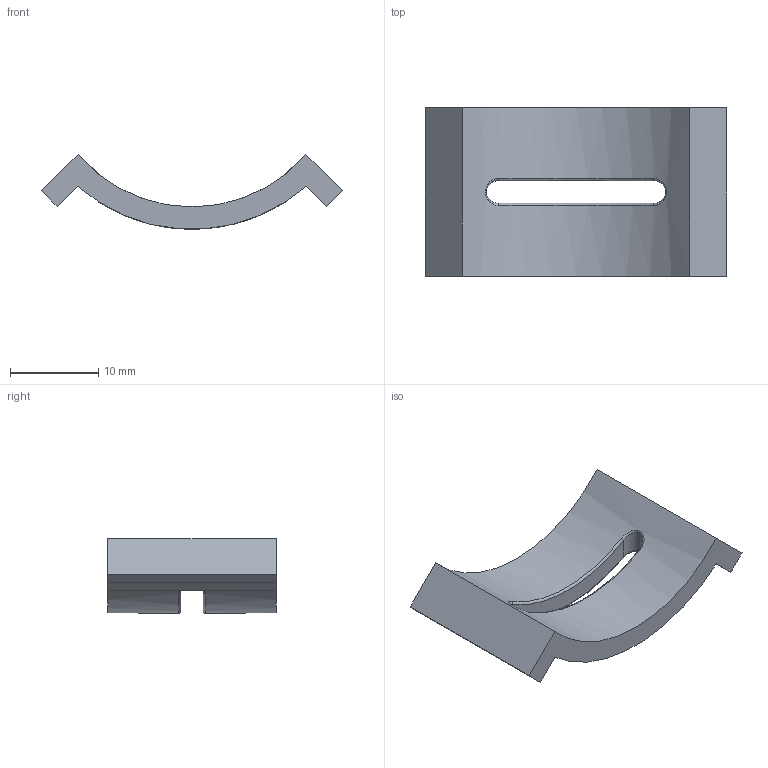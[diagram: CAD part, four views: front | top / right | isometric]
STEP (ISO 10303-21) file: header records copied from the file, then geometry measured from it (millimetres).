
FILE_DESCRIPTION(/* description */ (''),/* implementation_level */ '2;1');
FILE_NAME(/* name */ 'Cap.step',/* time_stamp */ '2020-08-02T13:51:27-04:00',/* author */ (''),/* organization */ (''),/* preprocessor_version */ 'ST-DEVELOPER v18.1',/* originating_system */ 'Autodesk Translation Framework v9.3.0.1241',/* authorisation */ '');
FILE_SCHEMA (('AUTOMOTIVE_DESIGN { 1 0 10303 214 3 1 1 }'));
Length unit declared in the file: inch
Products named in the file (1): Cap
Bounding box: 34.08 x 19.05 x 8.45 mm (x, y, z)
Volume: 1687.8 mm3; surface area: 1731.9 mm2
Topology: 1 solids, 1 shells, 24 faces, 58 edges, 36 vertices
Faces by surface type: plane 12, torus 4, bspline 4, cylinder 4
Entity records: 1012 total; most frequent: CARTESIAN_POINT 422, ORIENTED_EDGE 116, DIRECTION 112, EDGE_CURVE 58, AXIS2_PLACEMENT_3D 41, VERTEX_POINT 36, LINE 30, VECTOR 30
